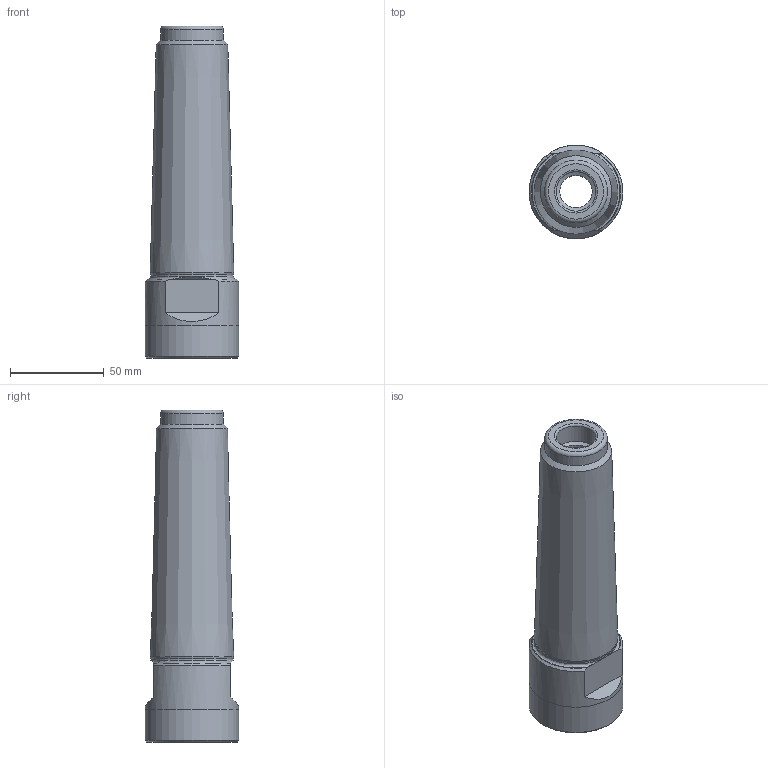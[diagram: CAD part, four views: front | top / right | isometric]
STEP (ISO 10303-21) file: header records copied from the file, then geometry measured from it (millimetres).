
FILE_DESCRIPTION(/* description */ (''),/* implementation_level */ '2;1');
FILE_NAME(/* name */ '270514000.stp',/* time_stamp */ '2021-01-08T12:42:40',/* author */ ('LRA'),/* organization */ ('REGO-FIX'),/* preprocessor_version */ ' Unknown',/* originating_system */ 'SIEMENS PLM Software Solid Edge ST10',/* authorization */ 'Unknown');
FILE_SCHEMA (('AUTOMOTIVE_DESIGN { 1 0 10303 214 2 1 1}'));
Length unit declared in the file: millimetre
Products named in the file (1): NOCUT
Bounding box: 50 x 50 x 177 mm (x, y, z)
Volume: 171143.1 mm3; surface area: 38894.3 mm2
Topology: 1 solids, 1 shells, 36 faces, 82 edges, 48 vertices
Faces by surface type: cylinder 11, plane 10, cone 10, torus 5
Full cylindrical faces by diameter (mm): 17.294 x3, 21 x1, 25.835 x2, 30.5 x1, 33.5 x1, 44 x1, 50 x2
Entity records: 1144 total; most frequent: CARTESIAN_POINT 174, DIRECTION 158, ORIENTED_EDGE 106, AXIS2_PLACEMENT_3D 73, EDGE_LOOP 60, FACE_BOUND 60, EDGE_CURVE 53, VERTEX_POINT 41
